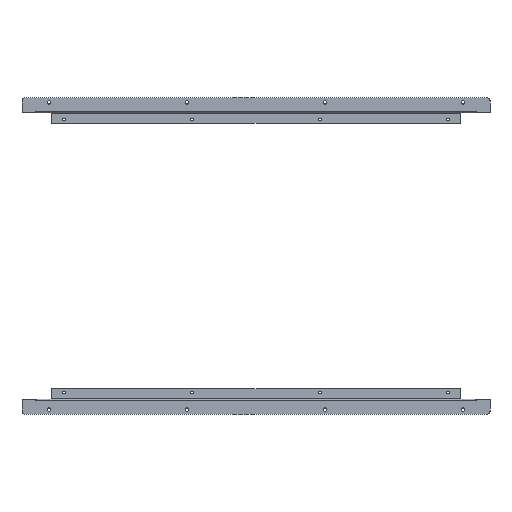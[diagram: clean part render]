
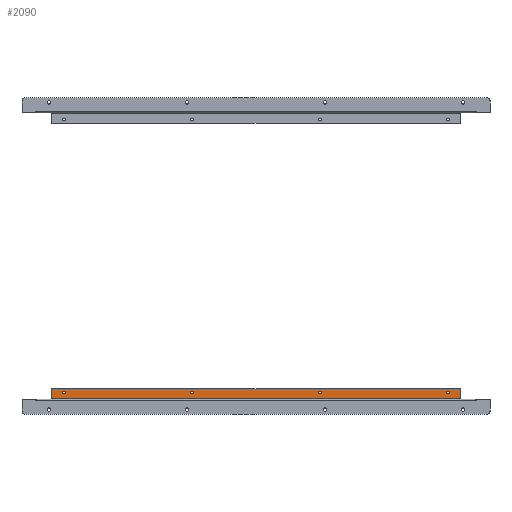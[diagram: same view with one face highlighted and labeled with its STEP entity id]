
A CAD part, top view. The second image highlights one B-rep face of the part: STEP entity #2090.
In plain terms, the highlighted planar face has unit normal (0, 0, 1).
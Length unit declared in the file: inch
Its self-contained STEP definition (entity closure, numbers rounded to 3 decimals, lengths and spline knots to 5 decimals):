
#42 = VERTEX_POINT ( 'NONE', #862 ) ;
#72 = CIRCLE ( 'NONE', #2531, 0.109 ) ;
#152 = EDGE_CURVE ( 'NONE', #2039, #628, #2450, .T. ) ;
#179 = EDGE_CURVE ( 'NONE', #2861, #2861, #1181, .T. ) ;
#192 = EDGE_CURVE ( 'NONE', #1836, #1836, #72, .T. ) ;
#268 = EDGE_CURVE ( 'NONE', #1911, #1248, #1251, .T. ) ;
#284 = AXIS2_PLACEMENT_3D ( 'NONE', #1925, #2931, #1459 ) ;
#321 = DIRECTION ( 'NONE',  ( -1., 0., 0. ) ) ;
#335 = CARTESIAN_POINT ( 'NONE',  ( -17.035, -23.628, -1. ) ) ;
#354 = AXIS2_PLACEMENT_3D ( 'NONE', #2191, #1939, #487 ) ;
#368 = CARTESIAN_POINT ( 'NONE',  ( 17.075, -24.424, -1. ) ) ;
#401 = CARTESIAN_POINT ( 'NONE',  ( -16.109, -23.925, -1. ) ) ;
#431 = ORIENTED_EDGE ( 'NONE', *, *, #179, .T. ) ;
#433 = DIRECTION ( 'NONE',  ( 0., 1., 0. ) ) ;
#447 = DIRECTION ( 'NONE',  ( 0., 0., -1. ) ) ;
#487 = DIRECTION ( 'NONE',  ( -1., 0., 0. ) ) ;
#513 = EDGE_LOOP ( 'NONE', ( #1024, #1457, #3051, #2972, #2604, #1311 ) ) ;
#521 = EDGE_CURVE ( 'NONE', #42, #1899, #2463, .T. ) ;
#541 = DIRECTION ( 'NONE',  ( 1., 0., 0. ) ) ;
#628 = VERTEX_POINT ( 'NONE', #1417 ) ;
#718 = CARTESIAN_POINT ( 'NONE',  ( 0., -23.628, -1. ) ) ;
#775 = CIRCLE ( 'NONE', #354, 0.109 ) ;
#862 = CARTESIAN_POINT ( 'NONE',  ( -17.075, -24.424, -1. ) ) ;
#940 = EDGE_CURVE ( 'NONE', #1899, #2039, #2441, .T. ) ;
#966 = CARTESIAN_POINT ( 'NONE',  ( 16., -23.925, -1. ) ) ;
#989 = AXIS2_PLACEMENT_3D ( 'NONE', #2200, #447, #3166 ) ;
#1024 = ORIENTED_EDGE ( 'NONE', *, *, #1367, .T. ) ;
#1025 = CARTESIAN_POINT ( 'NONE',  ( -16., -23.925, -1. ) ) ;
#1061 = LINE ( 'NONE', #3027, #2128 ) ;
#1117 = EDGE_CURVE ( 'NONE', #628, #1248, #2655, .T. ) ;
#1131 = DIRECTION ( 'NONE',  ( 1., 0., 0. ) ) ;
#1181 = CIRCLE ( 'NONE', #284, 0.109 ) ;
#1248 = VERTEX_POINT ( 'NONE', #1942 ) ;
#1251 = LINE ( 'NONE', #2998, #2369 ) ;
#1294 = DIRECTION ( 'NONE',  ( 0., 1., 0. ) ) ;
#1311 = ORIENTED_EDGE ( 'NONE', *, *, #521, .F. ) ;
#1353 = CIRCLE ( 'NONE', #1402, 0.109 ) ;
#1367 = EDGE_CURVE ( 'NONE', #42, #1911, #1061, .T. ) ;
#1402 = AXIS2_PLACEMENT_3D ( 'NONE', #1025, #3021, #321 ) ;
#1417 = CARTESIAN_POINT ( 'NONE',  ( 17.035, -23.628, -1. ) ) ;
#1423 = VERTEX_POINT ( 'NONE', #2234 ) ;
#1456 = AXIS2_PLACEMENT_3D ( 'NONE', #1546, #2306, #541 ) ;
#1457 = ORIENTED_EDGE ( 'NONE', *, *, #268, .T. ) ;
#1459 = DIRECTION ( 'NONE',  ( -1., 0., 0. ) ) ;
#1520 = EDGE_LOOP ( 'NONE', ( #3084 ) ) ;
#1546 = CARTESIAN_POINT ( 'NONE',  ( -17.035, -23.668, -1. ) ) ;
#1595 = CARTESIAN_POINT ( 'NONE',  ( -17.075, -23.668, -1. ) ) ;
#1614 = CARTESIAN_POINT ( 'NONE',  ( 5.22433, -23.925, -1. ) ) ;
#1623 = ORIENTED_EDGE ( 'NONE', *, *, #2901, .T. ) ;
#1692 = FACE_BOUND ( 'NONE', #2063, .T. ) ;
#1709 = FACE_BOUND ( 'NONE', #2534, .T. ) ;
#1762 = EDGE_CURVE ( 'NONE', #2646, #2646, #1353, .T. ) ;
#1836 = VERTEX_POINT ( 'NONE', #2375 ) ;
#1899 = VERTEX_POINT ( 'NONE', #1595 ) ;
#1911 = VERTEX_POINT ( 'NONE', #368 ) ;
#1925 = CARTESIAN_POINT ( 'NONE',  ( 5.33333, -23.925, -1. ) ) ;
#1935 = CARTESIAN_POINT ( 'NONE',  ( -17.075, -24.026, -1. ) ) ;
#1939 = DIRECTION ( 'NONE',  ( 0., 0., -1. ) ) ;
#1942 = CARTESIAN_POINT ( 'NONE',  ( 17.075, -23.668, -1. ) ) ;
#2039 = VERTEX_POINT ( 'NONE', #335 ) ;
#2063 = EDGE_LOOP ( 'NONE', ( #1623 ) ) ;
#2070 = AXIS2_PLACEMENT_3D ( 'NONE', #2606, #2638, #1131 ) ;
#2090 = ADVANCED_FACE ( 'NONE', ( #2215, #1692, #1709, #2667, #2719 ), #2681, .F. ) ;
#2128 = VECTOR ( 'NONE', #3073, 39.37008 ) ;
#2168 = VECTOR ( 'NONE', #433, 39.37008 ) ;
#2171 = DIRECTION ( 'NONE',  ( -1., 0., 0. ) ) ;
#2191 = CARTESIAN_POINT ( 'NONE',  ( -5.33333, -23.925, -1. ) ) ;
#2200 = CARTESIAN_POINT ( 'NONE',  ( -17.075, -24.424, -1. ) ) ;
#2215 = FACE_BOUND ( 'NONE', #2550, .T. ) ;
#2234 = CARTESIAN_POINT ( 'NONE',  ( -5.44233, -23.925, -1. ) ) ;
#2306 = DIRECTION ( 'NONE',  ( 0., 0., -1. ) ) ;
#2369 = VECTOR ( 'NONE', #1294, 39.37008 ) ;
#2375 = CARTESIAN_POINT ( 'NONE',  ( 15.891, -23.925, -1. ) ) ;
#2416 = DIRECTION ( 'NONE',  ( 0., 0., -1. ) ) ;
#2441 = CIRCLE ( 'NONE', #1456, 0.04 ) ;
#2450 = LINE ( 'NONE', #718, #2954 ) ;
#2463 = LINE ( 'NONE', #1935, #2168 ) ;
#2531 = AXIS2_PLACEMENT_3D ( 'NONE', #966, #2416, #2171 ) ;
#2534 = EDGE_LOOP ( 'NONE', ( #2731 ) ) ;
#2550 = EDGE_LOOP ( 'NONE', ( #431 ) ) ;
#2604 = ORIENTED_EDGE ( 'NONE', *, *, #940, .F. ) ;
#2606 = CARTESIAN_POINT ( 'NONE',  ( 17.035, -23.668, -1. ) ) ;
#2638 = DIRECTION ( 'NONE',  ( 0., 0., -1. ) ) ;
#2646 = VERTEX_POINT ( 'NONE', #401 ) ;
#2655 = CIRCLE ( 'NONE', #2070, 0.04 ) ;
#2667 = FACE_BOUND ( 'NONE', #1520, .T. ) ;
#2672 = DIRECTION ( 'NONE',  ( 1., 0., 0. ) ) ;
#2681 = PLANE ( 'NONE',  #989 ) ;
#2719 = FACE_OUTER_BOUND ( 'NONE', #513, .T. ) ;
#2731 = ORIENTED_EDGE ( 'NONE', *, *, #192, .T. ) ;
#2861 = VERTEX_POINT ( 'NONE', #1614 ) ;
#2901 = EDGE_CURVE ( 'NONE', #1423, #1423, #775, .T. ) ;
#2931 = DIRECTION ( 'NONE',  ( 0., 0., -1. ) ) ;
#2954 = VECTOR ( 'NONE', #2672, 39.37008 ) ;
#2972 = ORIENTED_EDGE ( 'NONE', *, *, #152, .F. ) ;
#2998 = CARTESIAN_POINT ( 'NONE',  ( 17.075, -24.026, -1. ) ) ;
#3021 = DIRECTION ( 'NONE',  ( 0., 0., -1. ) ) ;
#3027 = CARTESIAN_POINT ( 'NONE',  ( -17.075, -24.424, -1. ) ) ;
#3051 = ORIENTED_EDGE ( 'NONE', *, *, #1117, .F. ) ;
#3073 = DIRECTION ( 'NONE',  ( 1., 0., 0. ) ) ;
#3084 = ORIENTED_EDGE ( 'NONE', *, *, #1762, .T. ) ;
#3166 = DIRECTION ( 'NONE',  ( 1., 0., 0. ) ) ;
